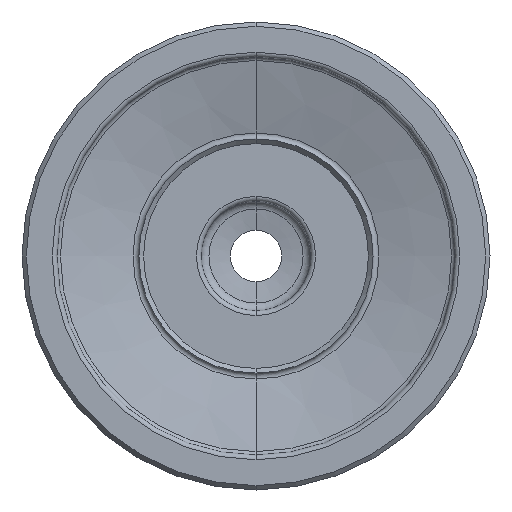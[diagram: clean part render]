
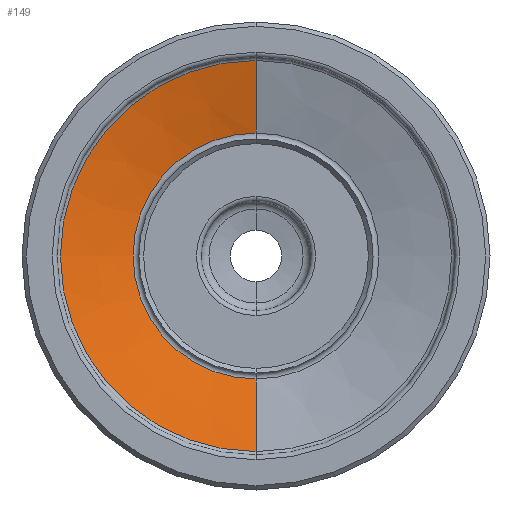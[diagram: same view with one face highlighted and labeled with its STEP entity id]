
A CAD part, front view. The second image highlights one B-rep face of the part: STEP entity #149.
In plain terms, the highlighted conical face has half-angle 75 degrees and reference radius 12.5 mm.
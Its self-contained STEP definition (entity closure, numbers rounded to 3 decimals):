
#34 = EDGE_CURVE ( 'NONE', #263, #208, #824, .T. ) ;
#45 = DIRECTION ( 'NONE',  ( 0., 0., -1. ) ) ;
#47 = EDGE_CURVE ( 'NONE', #589, #608, #345, .T. ) ;
#93 = LINE ( 'NONE', #1025, #972 ) ;
#112 = DIRECTION ( 'NONE',  ( 0., -0.259, 0.966 ) ) ;
#115 = DIRECTION ( 'NONE',  ( 0., 1., 0. ) ) ;
#135 = ORIENTED_EDGE ( 'NONE', *, *, #34, .T. ) ;
#149 = ADVANCED_FACE ( 'NONE', ( #511 ), #228, .F. ) ;
#170 = EDGE_LOOP ( 'NONE', ( #135, #845, #869, #245 ) ) ;
#208 = VERTEX_POINT ( 'NONE', #405 ) ;
#227 = CARTESIAN_POINT ( 'NONE',  ( 0., 5.961, 0. ) ) ;
#228 = CONICAL_SURFACE ( 'NONE', #290, 12.5, 1.309 ) ;
#245 = ORIENTED_EDGE ( 'NONE', *, *, #588, .F. ) ;
#263 = VERTEX_POINT ( 'NONE', #649 ) ;
#290 = AXIS2_PLACEMENT_3D ( 'NONE', #395, #570, #45 ) ;
#294 = DIRECTION ( 'NONE',  ( 0., 0., -1. ) ) ;
#332 = DIRECTION ( 'NONE',  ( 0., 0., -1. ) ) ;
#345 = CIRCLE ( 'NONE', #402, 20.879 ) ;
#395 = CARTESIAN_POINT ( 'NONE',  ( 0., 8.206, 0. ) ) ;
#402 = AXIS2_PLACEMENT_3D ( 'NONE', #227, #839, #332 ) ;
#405 = CARTESIAN_POINT ( 'NONE',  ( 0., 8.037, 13.129 ) ) ;
#413 = AXIS2_PLACEMENT_3D ( 'NONE', #558, #115, #294 ) ;
#456 = CARTESIAN_POINT ( 'NONE',  ( 0., 8.206, -12.5 ) ) ;
#462 = CARTESIAN_POINT ( 'NONE',  ( 0., 5.961, 20.879 ) ) ;
#511 = FACE_OUTER_BOUND ( 'NONE', #170, .T. ) ;
#556 = DIRECTION ( 'NONE',  ( 0., -0.259, -0.966 ) ) ;
#558 = CARTESIAN_POINT ( 'NONE',  ( 0., 8.037, 0. ) ) ;
#568 = VECTOR ( 'NONE', #556, 1000. ) ;
#570 = DIRECTION ( 'NONE',  ( 0., -1., 0. ) ) ;
#588 = EDGE_CURVE ( 'NONE', #263, #608, #787, .T. ) ;
#589 = VERTEX_POINT ( 'NONE', #462 ) ;
#590 = EDGE_CURVE ( 'NONE', #208, #589, #93, .T. ) ;
#608 = VERTEX_POINT ( 'NONE', #880 ) ;
#649 = CARTESIAN_POINT ( 'NONE',  ( 0., 8.037, -13.129 ) ) ;
#787 = LINE ( 'NONE', #456, #568 ) ;
#824 = CIRCLE ( 'NONE', #413, 13.129 ) ;
#839 = DIRECTION ( 'NONE',  ( 0., -1., 0. ) ) ;
#845 = ORIENTED_EDGE ( 'NONE', *, *, #590, .T. ) ;
#869 = ORIENTED_EDGE ( 'NONE', *, *, #47, .T. ) ;
#880 = CARTESIAN_POINT ( 'NONE',  ( 0., 5.961, -20.879 ) ) ;
#972 = VECTOR ( 'NONE', #112, 1000. ) ;
#1025 = CARTESIAN_POINT ( 'NONE',  ( 0., 8.206, 12.5 ) ) ;
